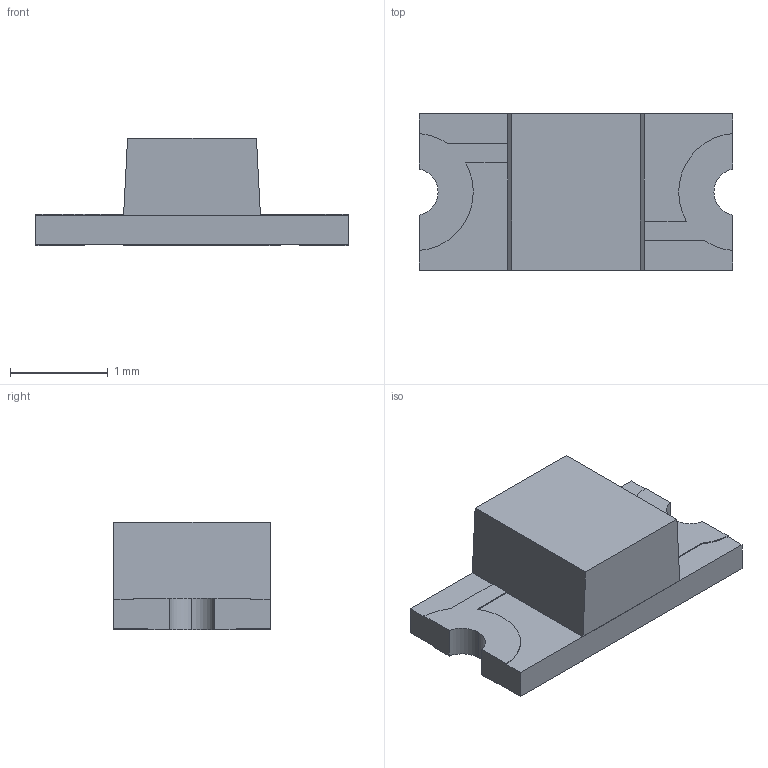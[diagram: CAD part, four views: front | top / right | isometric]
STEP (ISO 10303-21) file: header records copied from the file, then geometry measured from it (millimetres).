
FILE_DESCRIPTION (( 'STEP AP203' ), '1' );
FILE_NAME ('23-21.STEP', '2013-11-21T07:45:12', ( 'User' ), ( 'Everlight' ), 'SwSTEP 2.0', 'SolidWorks 2011', '' );
FILE_SCHEMA (( 'CONFIG_CONTROL_DESIGN' ));
Length unit declared in the file: millimetre
Products named in the file (1): 23-21
Bounding box: 3.2 x 1.6 x 1.1 mm (x, y, z)
Volume: 3.2 mm3; surface area: 24.7 mm2
Topology: 3 solids, 3 shells, 52 faces, 138 edges, 92 vertices
Faces by surface type: plane 43, cylinder 9
Entity records: 1673 total; most frequent: CARTESIAN_POINT 283, ORIENTED_EDGE 276, DIRECTION 262, EDGE_CURVE 138, VECTOR 120, LINE 120, VERTEX_POINT 92, AXIS2_PLACEMENT_3D 71
